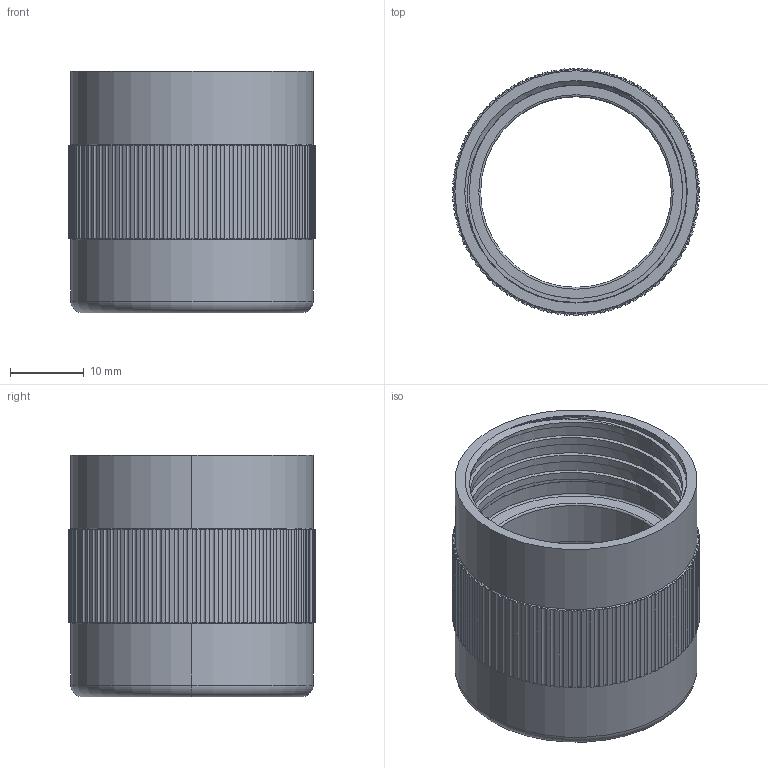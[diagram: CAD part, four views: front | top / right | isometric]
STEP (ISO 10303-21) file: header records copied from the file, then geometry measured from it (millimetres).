
FILE_DESCRIPTION (( 'STEP AP214' ), '1' );
FILE_NAME ('300-00-056.STEP', '2020-11-11T14:48:42', ( '' ), ( '' ), 'SwSTEP 2.0', 'SolidWorks 2020', '' );
FILE_SCHEMA (( 'AUTOMOTIVE_DESIGN' ));
Length unit declared in the file: inch
Products named in the file (1): 300-00-056
Bounding box: 33.53 x 33.53 x 32.82 mm (x, y, z)
Volume: 8437.2 mm3; surface area: 7656.1 mm2
Topology: 1 solids, 1 shells, 433 faces, 1087 edges, 661 vertices
Faces by surface type: cylinder 231, plane 182, torus 10, cone 7, bspline 3
Entity records: 14250 total; most frequent: CARTESIAN_POINT 3187, DIRECTION 2742, ORIENTED_EDGE 2174, AXIS2_PLACEMENT_3D 1252, EDGE_CURVE 1087, CIRCLE 821, VERTEX_POINT 661, EDGE_LOOP 440
